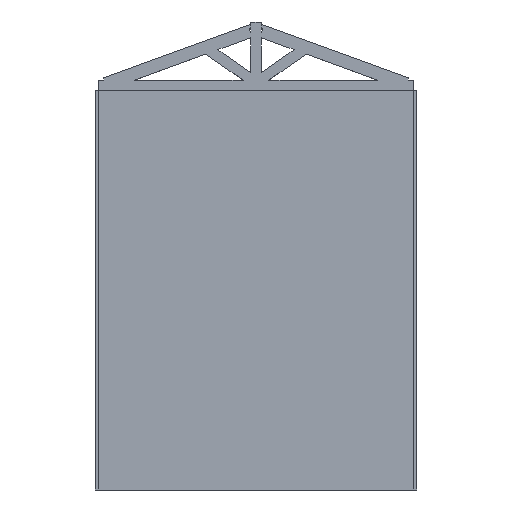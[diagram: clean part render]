
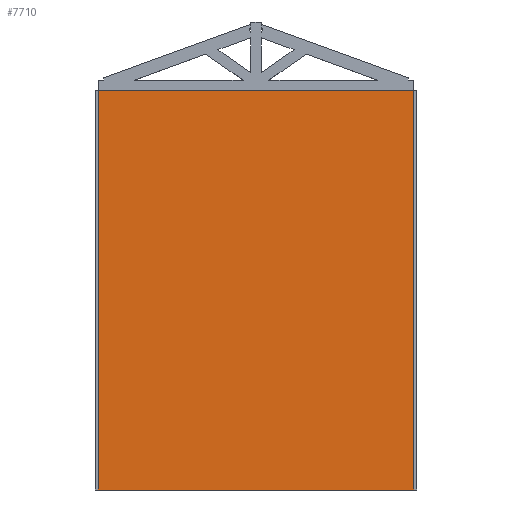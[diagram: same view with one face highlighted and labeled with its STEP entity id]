
A CAD part, left-side view. The second image highlights one B-rep face of the part: STEP entity #7710.
In plain terms, the highlighted planar face has unit normal (-1, 0, 0).
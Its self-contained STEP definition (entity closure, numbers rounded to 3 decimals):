
#72 = PLANE('',#73);
#73 = AXIS2_PLACEMENT_3D('',#74,#75,#76);
#74 = CARTESIAN_POINT('',(-15.,0.,1900.));
#75 = DIRECTION('',(0.,0.,1.));
#76 = DIRECTION('',(1.,0.,0.));
#3685 = EDGE_CURVE('',#3686,#3688,#3690,.T.);
#3686 = VERTEX_POINT('',#3687);
#3687 = CARTESIAN_POINT('',(-15.,0.,1900.));
#3688 = VERTEX_POINT('',#3689);
#3689 = CARTESIAN_POINT('',(-15.,1500.,1900.));
#3690 = SURFACE_CURVE('',#3691,(#3695,#3702),.PCURVE_S1.);
#3691 = LINE('',#3692,#3693);
#3692 = CARTESIAN_POINT('',(-15.,0.,1900.));
#3693 = VECTOR('',#3694,1.);
#3694 = DIRECTION('',(0.,1.,0.));
#3695 = PCURVE('',#72,#3696);
#3696 = DEFINITIONAL_REPRESENTATION('',(#3697),#3701);
#3697 = LINE('',#3698,#3699);
#3698 = CARTESIAN_POINT('',(0.,0.));
#3699 = VECTOR('',#3700,1.);
#3700 = DIRECTION('',(0.,1.));
#3701 = ( GEOMETRIC_REPRESENTATION_CONTEXT(2) 
PARAMETRIC_REPRESENTATION_CONTEXT() REPRESENTATION_CONTEXT('2D SPACE',''
  ) );
#3702 = PCURVE('',#3703,#3708);
#3703 = PLANE('',#3704);
#3704 = AXIS2_PLACEMENT_3D('',#3705,#3706,#3707);
#3705 = CARTESIAN_POINT('',(-15.,0.,0.));
#3706 = DIRECTION('',(1.,0.,0.));
#3707 = DIRECTION('',(0.,0.,1.));
#3708 = DEFINITIONAL_REPRESENTATION('',(#3709),#3713);
#3709 = LINE('',#3710,#3711);
#3710 = CARTESIAN_POINT('',(1900.,0.));
#3711 = VECTOR('',#3712,1.);
#3712 = DIRECTION('',(0.,-1.));
#3713 = ( GEOMETRIC_REPRESENTATION_CONTEXT(2) 
PARAMETRIC_REPRESENTATION_CONTEXT() REPRESENTATION_CONTEXT('2D SPACE',''
  ) );
#3729 = PLANE('',#3730);
#3730 = AXIS2_PLACEMENT_3D('',#3731,#3732,#3733);
#3731 = CARTESIAN_POINT('',(-15.,0.,0.));
#3732 = DIRECTION('',(0.,1.,0.));
#3733 = DIRECTION('',(0.,0.,1.));
#3756 = PLANE('',#3757);
#3757 = AXIS2_PLACEMENT_3D('',#3758,#3759,#3760);
#3758 = CARTESIAN_POINT('',(-15.,1500.,0.));
#3759 = DIRECTION('',(0.,1.,0.));
#3760 = DIRECTION('',(0.,0.,1.));
#7710 = ADVANCED_FACE('',(#7711),#3703,.F.);
#7711 = FACE_BOUND('',#7712,.F.);
#7712 = EDGE_LOOP('',(#7713,#7736,#7764,#7785));
#7713 = ORIENTED_EDGE('',*,*,#7714,.F.);
#7714 = EDGE_CURVE('',#7715,#3686,#7717,.T.);
#7715 = VERTEX_POINT('',#7716);
#7716 = CARTESIAN_POINT('',(-15.,0.,0.));
#7717 = SURFACE_CURVE('',#7718,(#7722,#7729),.PCURVE_S1.);
#7718 = LINE('',#7719,#7720);
#7719 = CARTESIAN_POINT('',(-15.,0.,0.));
#7720 = VECTOR('',#7721,1.);
#7721 = DIRECTION('',(0.,0.,1.));
#7722 = PCURVE('',#3703,#7723);
#7723 = DEFINITIONAL_REPRESENTATION('',(#7724),#7728);
#7724 = LINE('',#7725,#7726);
#7725 = CARTESIAN_POINT('',(0.,0.));
#7726 = VECTOR('',#7727,1.);
#7727 = DIRECTION('',(1.,0.));
#7728 = ( GEOMETRIC_REPRESENTATION_CONTEXT(2) 
PARAMETRIC_REPRESENTATION_CONTEXT() REPRESENTATION_CONTEXT('2D SPACE',''
  ) );
#7729 = PCURVE('',#3729,#7730);
#7730 = DEFINITIONAL_REPRESENTATION('',(#7731),#7735);
#7731 = LINE('',#7732,#7733);
#7732 = CARTESIAN_POINT('',(0.,0.));
#7733 = VECTOR('',#7734,1.);
#7734 = DIRECTION('',(1.,0.));
#7735 = ( GEOMETRIC_REPRESENTATION_CONTEXT(2) 
PARAMETRIC_REPRESENTATION_CONTEXT() REPRESENTATION_CONTEXT('2D SPACE',''
  ) );
#7736 = ORIENTED_EDGE('',*,*,#7737,.T.);
#7737 = EDGE_CURVE('',#7715,#7738,#7740,.T.);
#7738 = VERTEX_POINT('',#7739);
#7739 = CARTESIAN_POINT('',(-15.,1500.,0.));
#7740 = SURFACE_CURVE('',#7741,(#7745,#7752),.PCURVE_S1.);
#7741 = LINE('',#7742,#7743);
#7742 = CARTESIAN_POINT('',(-15.,0.,0.));
#7743 = VECTOR('',#7744,1.);
#7744 = DIRECTION('',(0.,1.,0.));
#7745 = PCURVE('',#3703,#7746);
#7746 = DEFINITIONAL_REPRESENTATION('',(#7747),#7751);
#7747 = LINE('',#7748,#7749);
#7748 = CARTESIAN_POINT('',(0.,0.));
#7749 = VECTOR('',#7750,1.);
#7750 = DIRECTION('',(0.,-1.));
#7751 = ( GEOMETRIC_REPRESENTATION_CONTEXT(2) 
PARAMETRIC_REPRESENTATION_CONTEXT() REPRESENTATION_CONTEXT('2D SPACE',''
  ) );
#7752 = PCURVE('',#7753,#7758);
#7753 = PLANE('',#7754);
#7754 = AXIS2_PLACEMENT_3D('',#7755,#7756,#7757);
#7755 = CARTESIAN_POINT('',(-15.,0.,0.));
#7756 = DIRECTION('',(0.,0.,1.));
#7757 = DIRECTION('',(1.,0.,0.));
#7758 = DEFINITIONAL_REPRESENTATION('',(#7759),#7763);
#7759 = LINE('',#7760,#7761);
#7760 = CARTESIAN_POINT('',(0.,0.));
#7761 = VECTOR('',#7762,1.);
#7762 = DIRECTION('',(0.,1.));
#7763 = ( GEOMETRIC_REPRESENTATION_CONTEXT(2) 
PARAMETRIC_REPRESENTATION_CONTEXT() REPRESENTATION_CONTEXT('2D SPACE',''
  ) );
#7764 = ORIENTED_EDGE('',*,*,#7765,.T.);
#7765 = EDGE_CURVE('',#7738,#3688,#7766,.T.);
#7766 = SURFACE_CURVE('',#7767,(#7771,#7778),.PCURVE_S1.);
#7767 = LINE('',#7768,#7769);
#7768 = CARTESIAN_POINT('',(-15.,1500.,0.));
#7769 = VECTOR('',#7770,1.);
#7770 = DIRECTION('',(0.,0.,1.));
#7771 = PCURVE('',#3703,#7772);
#7772 = DEFINITIONAL_REPRESENTATION('',(#7773),#7777);
#7773 = LINE('',#7774,#7775);
#7774 = CARTESIAN_POINT('',(0.,-1500.));
#7775 = VECTOR('',#7776,1.);
#7776 = DIRECTION('',(1.,0.));
#7777 = ( GEOMETRIC_REPRESENTATION_CONTEXT(2) 
PARAMETRIC_REPRESENTATION_CONTEXT() REPRESENTATION_CONTEXT('2D SPACE',''
  ) );
#7778 = PCURVE('',#3756,#7779);
#7779 = DEFINITIONAL_REPRESENTATION('',(#7780),#7784);
#7780 = LINE('',#7781,#7782);
#7781 = CARTESIAN_POINT('',(0.,0.));
#7782 = VECTOR('',#7783,1.);
#7783 = DIRECTION('',(1.,0.));
#7784 = ( GEOMETRIC_REPRESENTATION_CONTEXT(2) 
PARAMETRIC_REPRESENTATION_CONTEXT() REPRESENTATION_CONTEXT('2D SPACE',''
  ) );
#7785 = ORIENTED_EDGE('',*,*,#3685,.F.);
